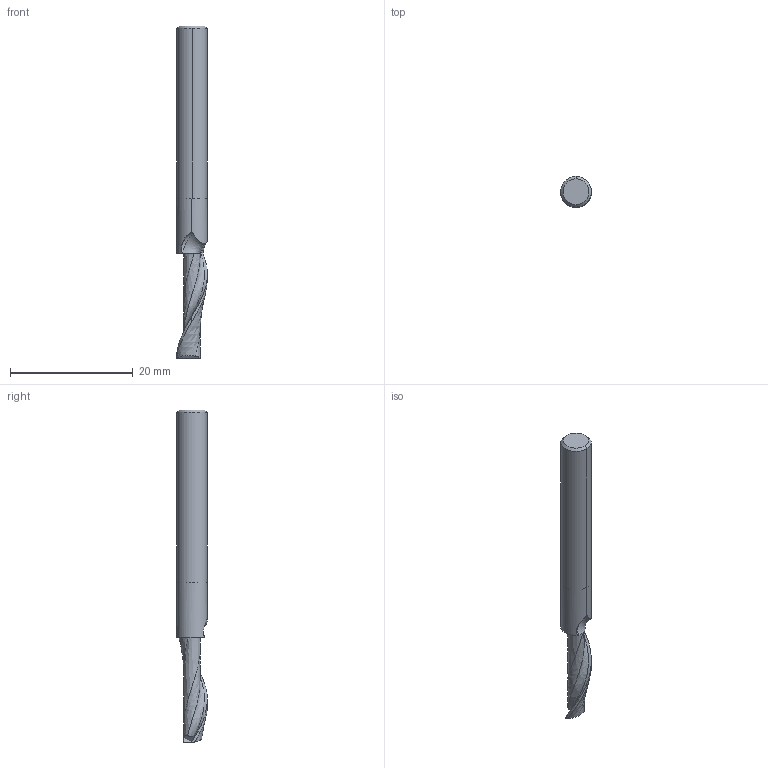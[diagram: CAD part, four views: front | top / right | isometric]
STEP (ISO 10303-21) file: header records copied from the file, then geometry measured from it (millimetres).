
FILE_DESCRIPTION(('no description'),'unknown implementation level');
FILE_NAME('EXN1-M05-0023-5-Detail.stp',' ',('CIMSOURCE GmbH'),('CADClick - KiM GmbH - www.kimweb.de'),'unknown preprocess','ACIS','unknown authorization');
FILE_SCHEMA(('automotive_design'));
Length unit declared in the file: millimetre
Products named in the file (2): NOCUT; CUT
Bounding box: 5 x 5 x 54 mm (x, y, z)
Volume: 840.8 mm3; surface area: 809.6 mm2
Topology: 2 solids, 2 shells, 27 faces, 64 edges, 42 vertices
Faces by surface type: plane 9, revolution 5, bspline 5, cylinder 4, cone 4
Entity records: 3177 total; most frequent: CARTESIAN_POINT 1800, STYLED_ITEM 135, PRESENTATION_STYLE_ASSIGNMENT 135, COLOUR_RGB 135, ORIENTED_EDGE 128, DIRECTION 106, EDGE_CURVE 64, CURVE_STYLE 64
